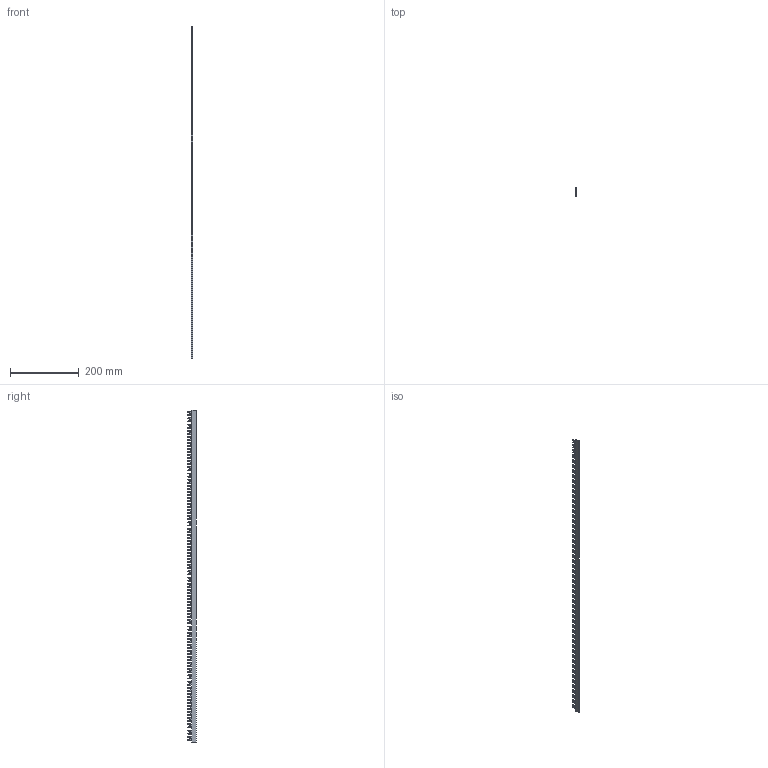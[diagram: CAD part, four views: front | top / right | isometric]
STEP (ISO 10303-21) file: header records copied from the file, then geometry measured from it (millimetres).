
FILE_DESCRIPTION((''),'2;1');
FILE_NAME('IZ12_1F_ASM','2021-04-01T',('marketing.praksa'),('Audax d.o.o.'),'CREO PARAMETRIC BY PTC INC, 2017480','CREO PARAMETRIC BY PTC INC, 2017480','');
FILE_SCHEMA(('AUTOMOTIVE_DESIGN { 1 0 10303 214 1 1 1 1 }'));
Products named in the file (4): PRT0164; BASE_WL; COPPER_54MOD; IZ12_1F_ASM
Assembly tree (3 placements, depth 2):
  IZ12_1F_ASM
    PRT0164
    BASE_WL
    COPPER_54MOD
Bounding box: 5 x 24.31 x 965.7 mm (x, y, z)
Volume: 59979.4 mm3; surface area: 89280.4 mm2
Topology: 5 solids, 5 shells, 1203 faces, 3570 edges, 2380 vertices
Faces by surface type: cylinder 642, plane 561
Entity records: 60574 total; most frequent: CARTESIAN_POINT 8458, ORIENTED_EDGE 7140, DIRECTION 6632, PRESENTATION_STYLE_ASSIGNMENT 4778, STYLED_ITEM 4778, CURVE_STYLE 3570, EDGE_CURVE 3570, VERTEX_POINT 2380
